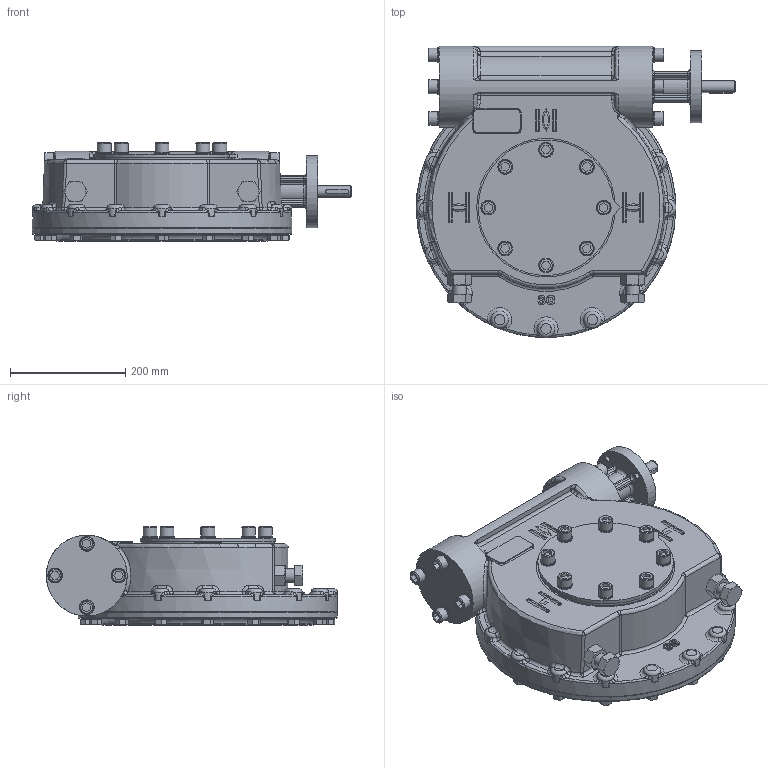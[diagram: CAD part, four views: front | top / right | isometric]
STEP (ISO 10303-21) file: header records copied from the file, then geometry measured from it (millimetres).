
FILE_DESCRIPTION(/* description */ ('Unknown'),/* implementation_level */ '2;1');
FILE_NAME(/* name */ 'PUB-IW72-N_SOLID_0-1',/* time_stamp */ '2019-11-12T15:12:00+00:00',/* author */ ('Unknown'),/* organization */ ('Unknown'),/* preprocessor_version */ 'ST-DEVELOPER v16.7',/* originating_system */ 'DEX',/* authorisation */ $);
FILE_SCHEMA (('AUTOMOTIVE_DESIGN {1 0 10303 214 3 1 1}'));
Products named in the file (1): PUB-IW72-N_SOLID_0-1
Bounding box: 554.09 x 504.63 x 170.4 mm (x, y, z)
Volume: 20349140.1 mm3; surface area: 791618.9 mm2
Topology: 1 solids, 1 shells, 3132 faces, 8311 edges, 5227 vertices
Faces by surface type: plane 2404, cylinder 218, bspline 203, cone 163, torus 130, sphere 14
Full cylindrical faces by diameter (mm): 4.3 x1, 10.5 x4, 13.835 x16, 19 x16, 20 x1, 24 x18, 25.4 x32, 30 x1, 70.1 x1, 125 x1, 140 x1, 170 x1, 230 x1, 230.07 x1, 240.25 x1
Entity records: 102877 total; most frequent: CARTESIAN_POINT 31065, ORIENTED_EDGE 16050, DIRECTION 13169, EDGE_CURVE 8025, LINE 5403, VECTOR 5403, VERTEX_POINT 5163, AXIS2_PLACEMENT_3D 3883
